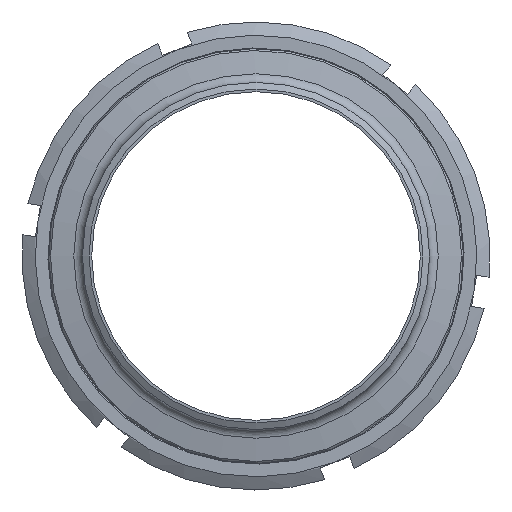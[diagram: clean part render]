
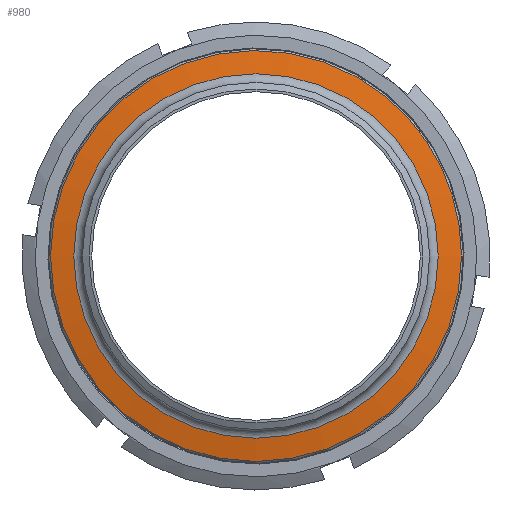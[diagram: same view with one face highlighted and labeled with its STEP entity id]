
A CAD part, left-side view. The second image highlights one B-rep face of the part: STEP entity #980.
In plain terms, the highlighted conical face has half-angle 80 degrees and reference radius 73.089 mm.
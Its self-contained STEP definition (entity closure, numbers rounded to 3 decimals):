
#163=FACE_BOUND('',#270,.T.);
#195=FACE_OUTER_BOUND('',#269,.T.);
#269=EDGE_LOOP('',(#642));
#270=EDGE_LOOP('',(#643));
#357=CIRCLE('',#1045,78.141);
#366=CIRCLE('',#1058,69.305);
#412=VERTEX_POINT('',#1441);
#421=VERTEX_POINT('',#1463);
#503=EDGE_CURVE('',#412,#412,#357,.T.);
#512=EDGE_CURVE('',#421,#421,#366,.T.);
#642=ORIENTED_EDGE('',*,*,#503,.T.);
#643=ORIENTED_EDGE('',*,*,#512,.F.);
#885=CONICAL_SURFACE('',#1061,73.089,80.);
#980=ADVANCED_FACE('',(#195,#163),#885,.T.);
#1045=AXIS2_PLACEMENT_3D('',#1442,#1171,#1172);
#1058=AXIS2_PLACEMENT_3D('',#1464,#1197,#1198);
#1061=AXIS2_PLACEMENT_3D('',#1468,#1203,#1204);
#1171=DIRECTION('center_axis',(-1.,0.,0.));
#1172=DIRECTION('ref_axis',(0.,1.,0.));
#1197=DIRECTION('center_axis',(-1.,0.,0.));
#1198=DIRECTION('ref_axis',(0.,-1.,0.));
#1203=DIRECTION('center_axis',(1.,0.,0.));
#1204=DIRECTION('ref_axis',(0.,1.,0.));
#1441=CARTESIAN_POINT('',(-24.359,-78.141,0.));
#1442=CARTESIAN_POINT('Origin',(-24.359,0.,0.));
#1463=CARTESIAN_POINT('',(-25.917,69.305,0.));
#1464=CARTESIAN_POINT('Origin',(-25.917,0.,0.));
#1468=CARTESIAN_POINT('Origin',(-25.25,0.,0.));
